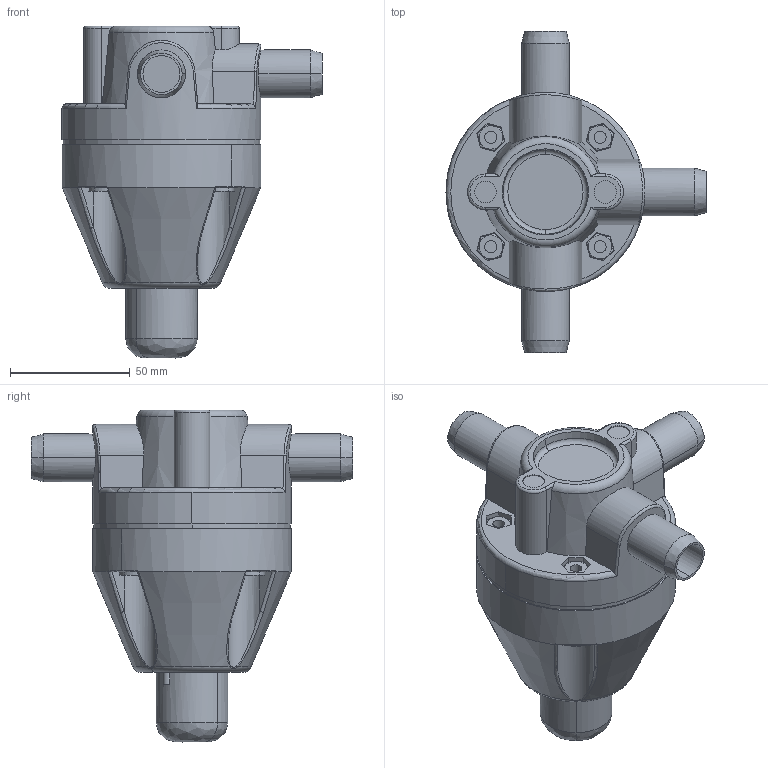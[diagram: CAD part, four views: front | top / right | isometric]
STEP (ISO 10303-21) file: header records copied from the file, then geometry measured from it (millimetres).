
FILE_DESCRIPTION((''),'2;1');
FILE_NAME('KU_PVC_15_17000121_ASM','2019-03-11T',('Kattner'),(''),'PRO/ENGINEER BY PARAMETRIC TECHNOLOGY CORPORATION, 2016360','PRO/ENGINEER BY PARAMETRIC TECHNOLOGY CORPORATION, 2016360','');
FILE_SCHEMA(('AUTOMOTIVE_DESIGN { 1 0 10303 214 1 1 1 1 }'));
Length unit declared in the file: millimetre
Products named in the file (1): KU_PVC_15_17000121_ASM
Bounding box: 108.5 x 134 x 138.5 mm (x, y, z)
Volume: 439763.1 mm3; surface area: 47577.8 mm2
Topology: 1 solids, 1 shells, 239 faces, 608 edges, 399 vertices
Faces by surface type: plane 105, cylinder 56, cone 30, bspline 27, torus 21
Entity records: 10331 total; most frequent: CARTESIAN_POINT 4415, ORIENTED_EDGE 1216, DIRECTION 1025, EDGE_CURVE 608, AXIS2_PLACEMENT_3D 408, VERTEX_POINT 399, EDGE_LOOP 267, FACE_OUTER_BOUND 239
